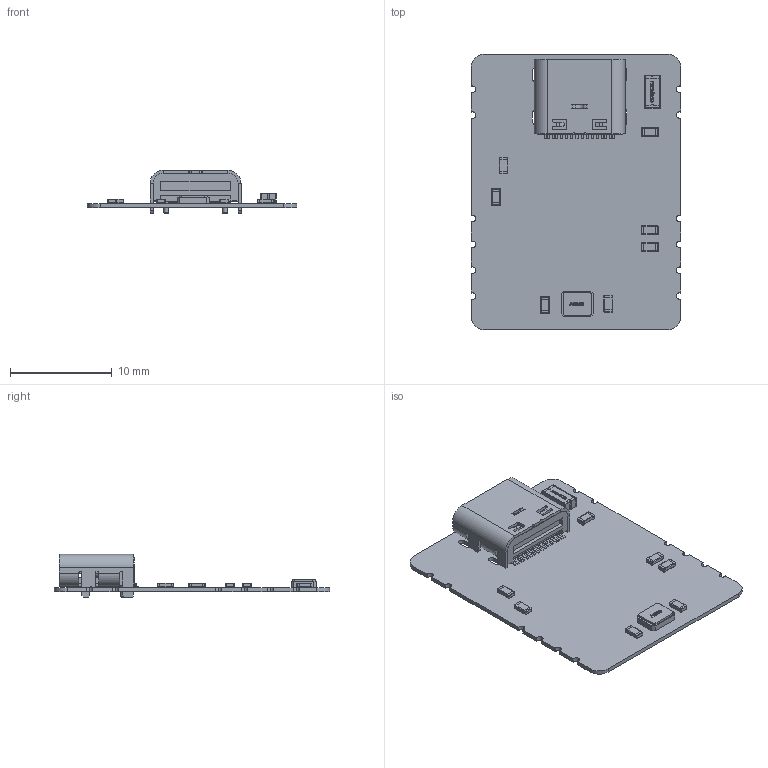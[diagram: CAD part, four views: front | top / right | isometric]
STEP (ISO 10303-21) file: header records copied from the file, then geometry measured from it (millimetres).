
FILE_DESCRIPTION(('Open CASCADE Model'),'2;1');
FILE_NAME('Open CASCADE Shape Model','2023-02-28T00:48:47',('Author'),( 'Open CASCADE'),'Open CASCADE STEP processor 6.8','Open CASCADE 6.8' ,'Unknown');
FILE_SCHEMA(('AUTOMOTIVE_DESIGN { 1 0 10303 214 1 1 1 1 }'));
Length unit declared in the file: millimetre
Products named in the file (1): PCB
Bounding box: 20.57 x 27.05 x 4.26 mm (x, y, z)
Volume: 346.2 mm3; surface area: 1743.3 mm2
Topology: 53 solids, 352 shells, 1430 faces, 4306 edges, 3228 vertices
Faces by surface type: plane 852, cylinder 380, bspline 122, sphere 60, cone 12, torus 4
Full cylindrical faces by diameter (mm): 0.65 x2
Entity records: 52979 total; most frequent: CARTESIAN_POINT 12943, DIRECTION 7244, ORIENTED_EDGE 6994, EDGE_CURVE 4238, VERTEX_POINT 3228, LINE 2950, VECTOR 2950, AXIS2_PLACEMENT_3D 2147
